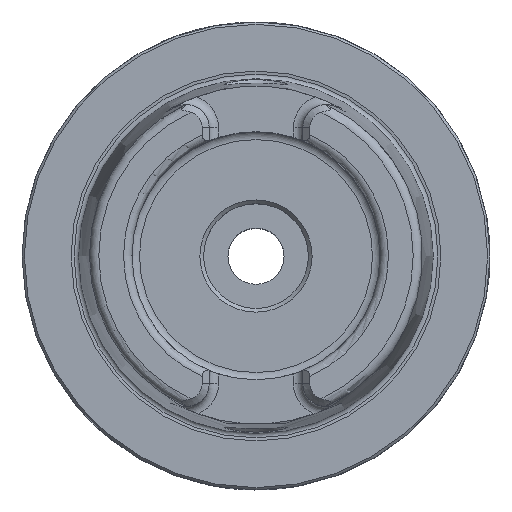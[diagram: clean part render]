
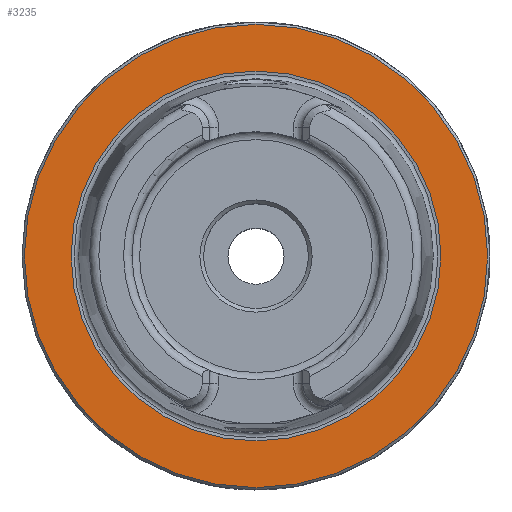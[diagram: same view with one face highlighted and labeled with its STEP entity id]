
A CAD part, top view. The second image highlights one B-rep face of the part: STEP entity #3235.
In plain terms, the highlighted planar face has unit normal (0, 0, 1).
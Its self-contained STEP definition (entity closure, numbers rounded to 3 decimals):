
#725=ORIENTED_EDGE('',*,*,#1176,.T.);
#726=ORIENTED_EDGE('',*,*,#1174,.F.);
#1174=EDGE_CURVE('',#1403,#1403,#1531,.T.);
#1176=EDGE_CURVE('',#1405,#1405,#1533,.T.);
#1403=VERTEX_POINT('',#5133);
#1405=VERTEX_POINT('',#5138);
#1531=CIRCLE('',#3470,39.511);
#1533=CIRCLE('',#3473,49.5);
#1695=EDGE_LOOP('',(#725));
#1696=EDGE_LOOP('',(#726));
#1925=FACE_BOUND('',#1695,.T.);
#1926=FACE_BOUND('',#1696,.T.);
#2085=PLANE('',#3472);
#3235=ADVANCED_FACE('',(#1925,#1926),#2085,.T.);
#3470=AXIS2_PLACEMENT_3D('',#5132,#3999,#4000);
#3472=AXIS2_PLACEMENT_3D('',#5136,#4003,#4004);
#3473=AXIS2_PLACEMENT_3D('',#5137,#4005,#4006);
#3999=DIRECTION('',(0.,0.,1.));
#4000=DIRECTION('',(1.,0.,0.));
#4003=DIRECTION('',(0.,0.,1.));
#4004=DIRECTION('',(1.,0.,0.));
#4005=DIRECTION('',(0.,0.,1.));
#4006=DIRECTION('',(1.,0.,0.));
#5132=CARTESIAN_POINT('',(0.,0.,0.));
#5133=CARTESIAN_POINT('',(39.511,0.,0.));
#5136=CARTESIAN_POINT('',(49.5,0.,0.));
#5137=CARTESIAN_POINT('',(0.,0.,0.));
#5138=CARTESIAN_POINT('',(49.5,0.,0.));
